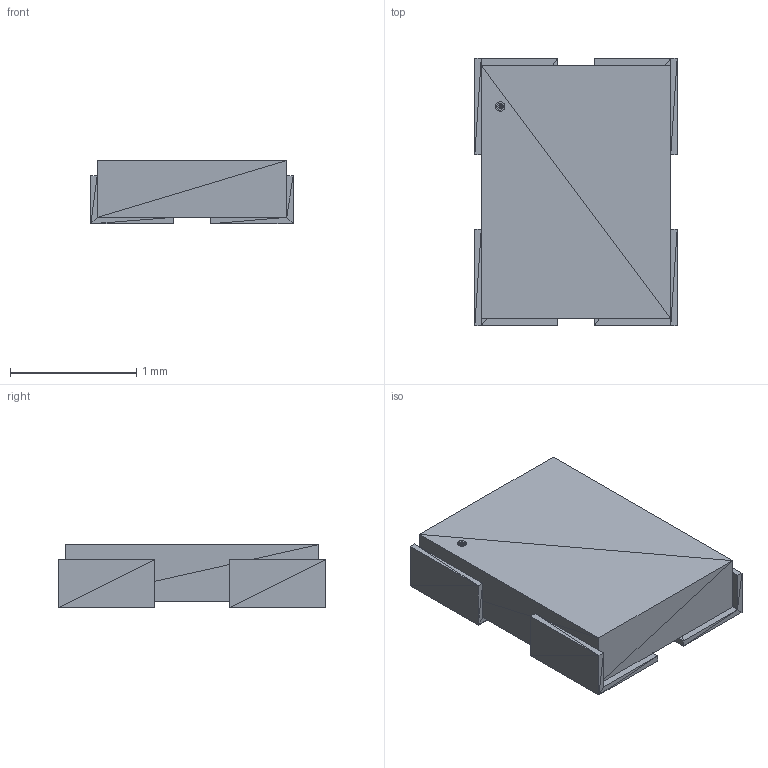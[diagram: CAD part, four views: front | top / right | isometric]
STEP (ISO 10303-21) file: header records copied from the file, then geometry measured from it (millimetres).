
FILE_DESCRIPTION(('STEP AP214'),'1');
FILE_NAME('XTAL_SON4_1p6X2p0','2019-01-12T07:27:58',(''),(''),'','','');
FILE_SCHEMA(('AUTOMOTIVE_DESIGN'));
Length unit declared in the file: millimetre
Products named in the file (1): product
Bounding box: 1.6 x 2.11 x 0.5 mm (x, y, z)
Surface area: 15.9 mm2 (no closed solid volume)
Topology: 0 solids, 220 shells, 220 faces, 660 edges, 660 vertices
Faces by surface type: plane 220
Entity records: 7319 total; most frequent: CARTESIAN_POINT 1541, DIRECTION 1102, ORIENTED_EDGE 660, EDGE_CURVE 660, VERTEX_POINT 660, LINE 660, VECTOR 660, AXIS2_PLACEMENT_3D 221
